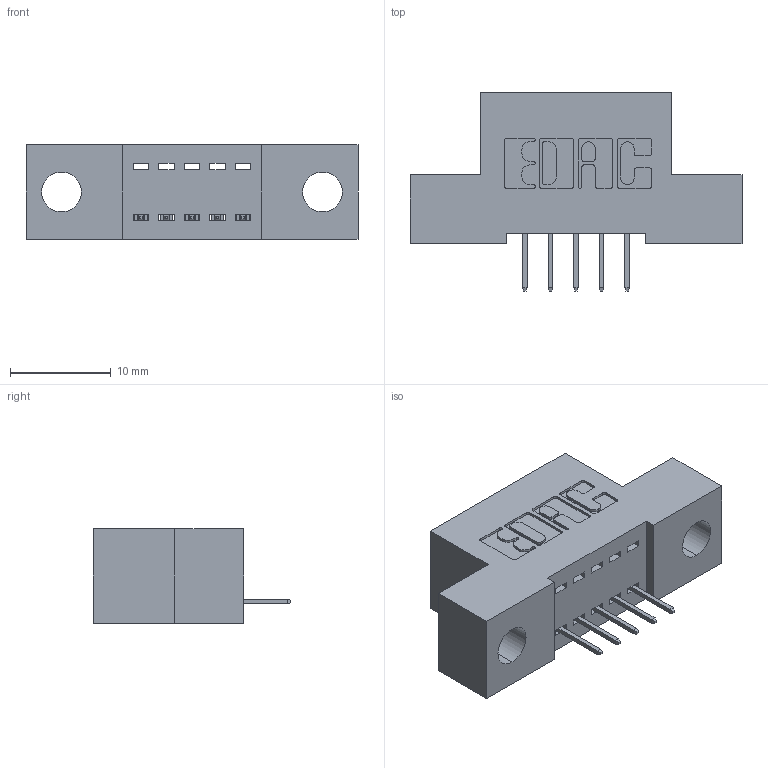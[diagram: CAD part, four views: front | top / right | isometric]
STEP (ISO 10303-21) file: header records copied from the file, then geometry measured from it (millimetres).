
FILE_DESCRIPTION (( 'STEP AP203' ), '1' );
FILE_NAME ('392-005-524-104.STEP', '2018-08-14T17:08:57', ( '' ), ( '' ), 'SwSTEP 2.0', 'SolidWorks 2016', '' );
FILE_SCHEMA (( 'CONFIG_CONTROL_DESIGN' ));
Length unit declared in the file: inch
Products named in the file (3): 342 Part_.156 TH; 345-292-001_345-293-124; 392-005-524-104
Assembly tree (6 placements, depth 2):
  392-005-524-104
    342 Part_.156 TH
    345-292-001_345-293-124  x5
Bounding box: 33.02 x 19.69 x 9.4 mm (x, y, z)
Volume: 2652.1 mm3; surface area: 2961.1 mm2
Topology: 6 solids, 6 shells, 420 faces, 1199 edges, 778 vertices
Faces by surface type: plane 306, cylinder 114
Entity records: 7787 total; most frequent: CARTESIAN_POINT 1353, ORIENTED_EDGE 1294, DIRECTION 1217, EDGE_CURVE 647, LINE 523, VECTOR 523, VERTEX_POINT 426, AXIS2_PLACEMENT_3D 347
